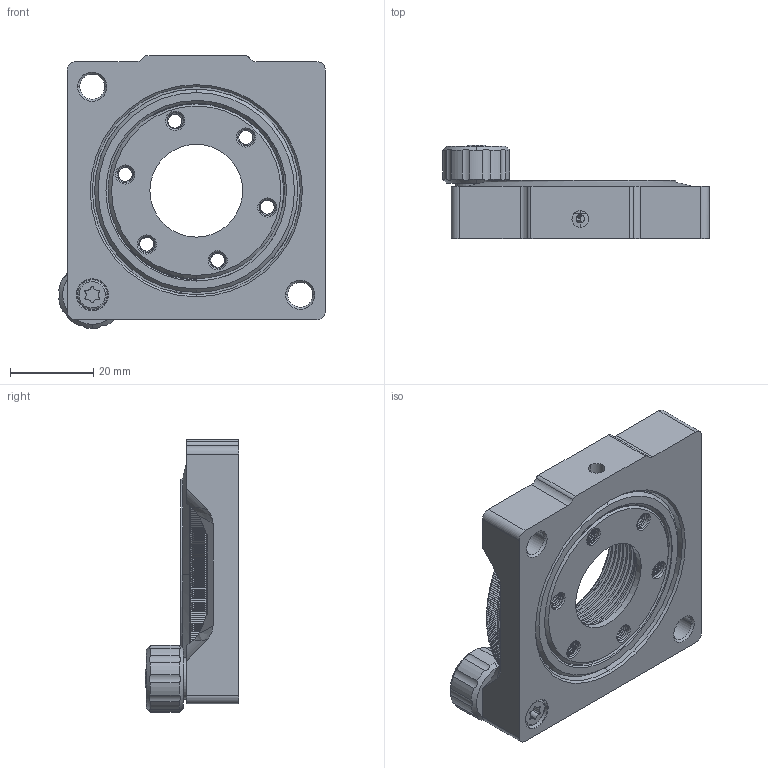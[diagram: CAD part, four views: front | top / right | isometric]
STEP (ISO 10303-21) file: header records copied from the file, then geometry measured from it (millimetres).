
FILE_DESCRIPTION((''),'2;1');
FILE_NAME('RK100-A3_ASM','2023-06-01T15:21:19',('R&D'),(''),'CREO PARAMETRIC BY PTC INC, 2021063','CREO PARAMETRIC BY PTC INC, 2021063','');
FILE_SCHEMA(('CONFIG_CONTROL_DESIGN'));
Products named in the file (8): RK100-A3_A1; RK100-A3_A2; RK100-A3_A3; RK100-A3_A4; RK100-A3_A5; ISO7380-1-M4X6-8_8; ISO14579-M4X8-8_8; RK100-A3_ASM
Assembly tree (7 placements, depth 2):
  RK100-A3_ASM
    RK100-A3_A1
    RK100-A3_A2
    RK100-A3_A3
    RK100-A3_A4
    RK100-A3_A5
    ISO7380-1-M4X6-8_8
    ISO14579-M4X8-8_8
Bounding box: 64.04 x 22.55 x 65.6 mm (x, y, z)
Volume: 37635 mm3; surface area: 27928 mm2
Topology: 7 solids, 11 shells, 1785 faces, 5540 edges, 3666 vertices
Faces by surface type: plane 784, cylinder 649, bspline 262, cone 86, sphere 2, torus 2
Entity records: 108146 total; most frequent: CARTESIAN_POINT 63244, ORIENTED_EDGE 11056, DIRECTION 7161, EDGE_CURVE 5536, VERTEX_POINT 3666, AXIS2_PLACEMENT_3D 2635, B_SPLINE_CURVE_WITH_KNOTS 2554, VECTOR 1891
